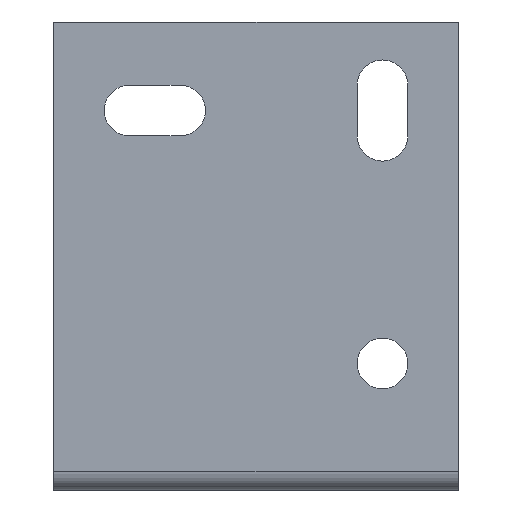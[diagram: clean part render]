
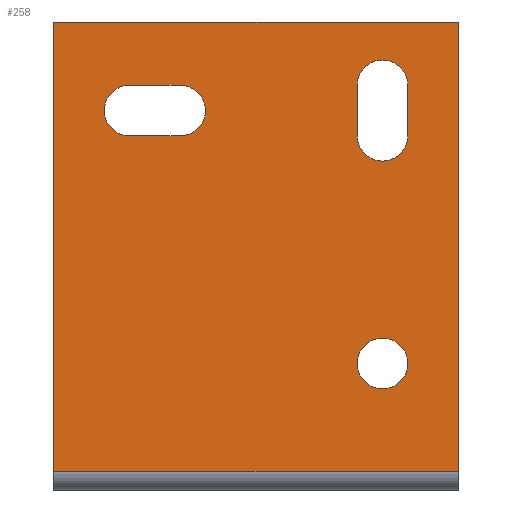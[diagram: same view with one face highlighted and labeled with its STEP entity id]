
A CAD part, front view. The second image highlights one B-rep face of the part: STEP entity #258.
In plain terms, the highlighted planar face has unit normal (0, -1, 0).
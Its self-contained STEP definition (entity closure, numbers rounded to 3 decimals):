
#32=FACE_BOUND('',#71,.F.);
#33=FACE_BOUND('',#72,.F.);
#34=FACE_BOUND('',#73,.F.);
#44=FACE_OUTER_BOUND('',#74,.F.);
#71=EDGE_LOOP('',(#120,#121,#122,#123));
#72=EDGE_LOOP('',(#124,#125));
#73=EDGE_LOOP('',(#126,#127,#128,#129));
#74=EDGE_LOOP('',(#130,#131,#132,#133));
#120=ORIENTED_EDGE('',*,*,#456,.T.);
#121=ORIENTED_EDGE('',*,*,#455,.T.);
#122=ORIENTED_EDGE('',*,*,#454,.T.);
#123=ORIENTED_EDGE('',*,*,#453,.T.);
#124=ORIENTED_EDGE('',*,*,#468,.T.);
#125=ORIENTED_EDGE('',*,*,#467,.T.);
#126=ORIENTED_EDGE('',*,*,#464,.T.);
#127=ORIENTED_EDGE('',*,*,#463,.T.);
#128=ORIENTED_EDGE('',*,*,#462,.T.);
#129=ORIENTED_EDGE('',*,*,#461,.T.);
#130=ORIENTED_EDGE('',*,*,#473,.F.);
#131=ORIENTED_EDGE('',*,*,#483,.F.);
#132=ORIENTED_EDGE('',*,*,#478,.T.);
#133=ORIENTED_EDGE('',*,*,#431,.T.);
#258=ADVANCED_FACE('',(#32,#33,#34,#44),#285,.T.);
#285=PLANE('',#611);
#305=LINE('',#855,#354);
#317=LINE('',#878,#366);
#318=LINE('',#880,#367);
#321=LINE('',#886,#370);
#322=LINE('',#888,#371);
#323=LINE('',#897,#372);
#328=LINE('',#902,#377);
#333=LINE('',#907,#382);
#354=VECTOR('',#646,32.);
#366=VECTOR('',#680,4.);
#367=VECTOR('',#683,4.);
#370=VECTOR('',#692,4.);
#371=VECTOR('',#695,4.);
#372=VECTOR('',#712,35.5);
#377=VECTOR('',#717,35.5);
#382=VECTOR('',#722,32.);
#415=CIRCLE('',#595,2.);
#416=CIRCLE('',#596,2.);
#419=CIRCLE('',#599,2.);
#420=CIRCLE('',#600,2.);
#423=CIRCLE('',#603,2.);
#424=CIRCLE('',#604,2.);
#431=EDGE_CURVE('',#553,#550,#305,.T.);
#453=EDGE_CURVE('',#529,#528,#415,.T.);
#454=EDGE_CURVE('',#527,#529,#317,.T.);
#455=EDGE_CURVE('',#526,#527,#416,.T.);
#456=EDGE_CURVE('',#528,#526,#318,.T.);
#461=EDGE_CURVE('',#521,#520,#419,.T.);
#462=EDGE_CURVE('',#519,#521,#321,.T.);
#463=EDGE_CURVE('',#518,#519,#420,.T.);
#464=EDGE_CURVE('',#520,#518,#322,.T.);
#467=EDGE_CURVE('',#515,#514,#423,.T.);
#468=EDGE_CURVE('',#514,#515,#424,.T.);
#473=EDGE_CURVE('',#509,#550,#323,.T.);
#478=EDGE_CURVE('',#506,#553,#328,.T.);
#483=EDGE_CURVE('',#506,#509,#333,.T.);
#506=VERTEX_POINT('',#805);
#509=VERTEX_POINT('',#808);
#514=VERTEX_POINT('',#813);
#515=VERTEX_POINT('',#814);
#518=VERTEX_POINT('',#817);
#519=VERTEX_POINT('',#818);
#520=VERTEX_POINT('',#819);
#521=VERTEX_POINT('',#820);
#526=VERTEX_POINT('',#825);
#527=VERTEX_POINT('',#826);
#528=VERTEX_POINT('',#827);
#529=VERTEX_POINT('',#828);
#550=VERTEX_POINT('',#849);
#553=VERTEX_POINT('',#852);
#595=AXIS2_PLACEMENT_3D('',#877,#678,#679);
#596=AXIS2_PLACEMENT_3D('',#879,#681,#682);
#599=AXIS2_PLACEMENT_3D('',#885,#690,#691);
#600=AXIS2_PLACEMENT_3D('',#887,#693,#694);
#603=AXIS2_PLACEMENT_3D('',#891,#700,#701);
#604=AXIS2_PLACEMENT_3D('',#892,#702,#703);
#611=AXIS2_PLACEMENT_3D('',#930,#747,#748);
#646=DIRECTION('',(-1.,0.,0.));
#678=DIRECTION('',(0.,-1.,0.));
#679=DIRECTION('',(0.,0.,-1.));
#680=DIRECTION('',(1.,0.,0.));
#681=DIRECTION('',(0.,-1.,0.));
#682=DIRECTION('',(0.,0.,1.));
#683=DIRECTION('',(-1.,0.,0.));
#690=DIRECTION('',(0.,-1.,0.));
#691=DIRECTION('',(-1.,0.,0.));
#692=DIRECTION('',(0.,0.,-1.));
#693=DIRECTION('',(0.,-1.,0.));
#694=DIRECTION('',(1.,0.,0.));
#695=DIRECTION('',(0.,0.,1.));
#700=DIRECTION('',(0.,-1.,0.));
#701=DIRECTION('',(0.,0.,1.));
#702=DIRECTION('',(0.,-1.,0.));
#703=DIRECTION('',(0.,0.,-1.));
#712=DIRECTION('',(0.,0.,-1.));
#717=DIRECTION('',(0.,0.,-1.));
#722=DIRECTION('',(-1.,0.,0.));
#747=DIRECTION('',(0.,-1.,0.));
#748=DIRECTION('',(0.,0.,-1.));
#805=CARTESIAN_POINT('',(32.,0.,0.));
#808=CARTESIAN_POINT('',(0.,0.,0.));
#813=CARTESIAN_POINT('',(26.,0.,-29.));
#814=CARTESIAN_POINT('',(26.,0.,-25.));
#817=CARTESIAN_POINT('',(28.,0.,-5.));
#818=CARTESIAN_POINT('',(24.,0.,-5.));
#819=CARTESIAN_POINT('',(28.,0.,-9.));
#820=CARTESIAN_POINT('',(24.,0.,-9.));
#825=CARTESIAN_POINT('',(6.,0.,-5.));
#826=CARTESIAN_POINT('',(6.,0.,-9.));
#827=CARTESIAN_POINT('',(10.,0.,-5.));
#828=CARTESIAN_POINT('',(10.,0.,-9.));
#849=CARTESIAN_POINT('',(0.,0.,-35.5));
#852=CARTESIAN_POINT('',(32.,0.,-35.5));
#855=CARTESIAN_POINT('',(32.,0.,-35.5));
#877=CARTESIAN_POINT('',(10.,0.,-7.));
#878=CARTESIAN_POINT('',(6.,0.,-9.));
#879=CARTESIAN_POINT('',(6.,0.,-7.));
#880=CARTESIAN_POINT('',(10.,0.,-5.));
#885=CARTESIAN_POINT('',(26.,0.,-9.));
#886=CARTESIAN_POINT('',(24.,0.,-5.));
#887=CARTESIAN_POINT('',(26.,0.,-5.));
#888=CARTESIAN_POINT('',(28.,0.,-9.));
#891=CARTESIAN_POINT('',(26.,0.,-27.));
#892=CARTESIAN_POINT('',(26.,0.,-27.));
#897=CARTESIAN_POINT('',(0.,0.,0.));
#902=CARTESIAN_POINT('',(32.,0.,0.));
#907=CARTESIAN_POINT('',(32.,0.,0.));
#930=CARTESIAN_POINT('',(-0.37,0.,0.37));
